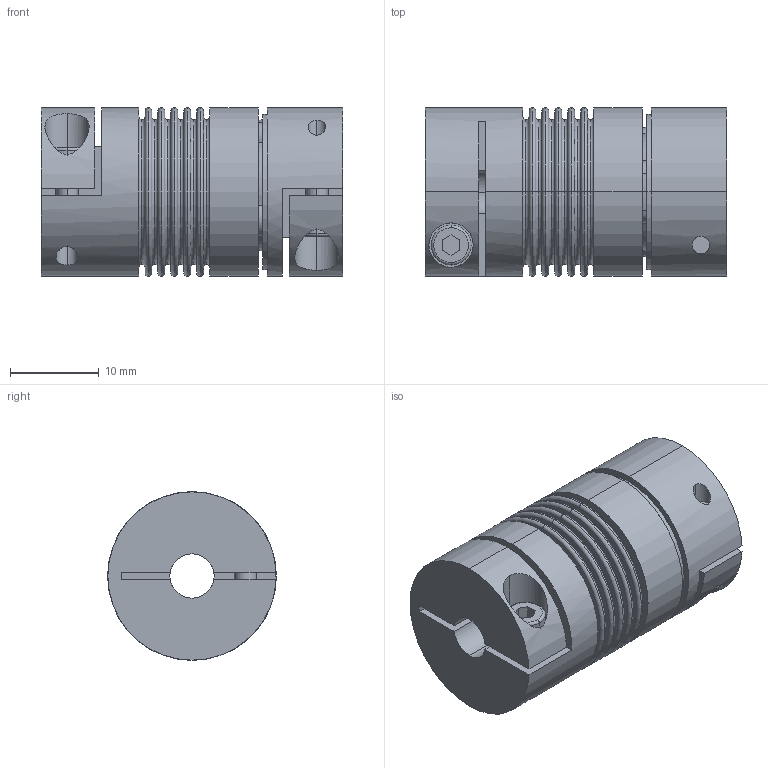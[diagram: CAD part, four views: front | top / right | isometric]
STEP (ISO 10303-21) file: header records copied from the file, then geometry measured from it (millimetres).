
FILE_DESCRIPTION(('STEP AP214'),'1');
FILE_NAME('cctmp_8140443A-C431-429B-8804-21E33F08CA56_2023_06_09_11_08_09_0547..stp','2023-06-09T09:08:09',('R+W Antriebselemente GmbH'),('CADClick - www.CADClick.com'),'Spatial InterOp 3D',' ','unknown authorization');
FILE_SCHEMA(('AUTOMOTIVE_DESIGN'));
Length unit declared in the file: millimetre
Products named in the file (3): cc_unnamed; MK5/15/34/5/6_1; MK5/15/34/5/6
Assembly tree (2 placements, depth 2):
  cc_unnamed
    MK5/15/34/5/6_1
    MK5/15/34/5/6
Bounding box: 34 x 19.06 x 19.06 mm (x, y, z)
Volume: 6381.7 mm3; surface area: 6102 mm2
Topology: 2 solids, 2 shells, 162 faces, 384 edges, 248 vertices
Faces by surface type: plane 53, torus 48, cylinder 36, cone 24, bspline 1
Entity records: 6472 total; most frequent: CARTESIAN_POINT 1148, DIRECTION 930, ORIENTED_EDGE 768, AXIS2_PLACEMENT_3D 404, EDGE_CURVE 384, VERTEX_POINT 248, CIRCLE 240, EDGE_LOOP 192
